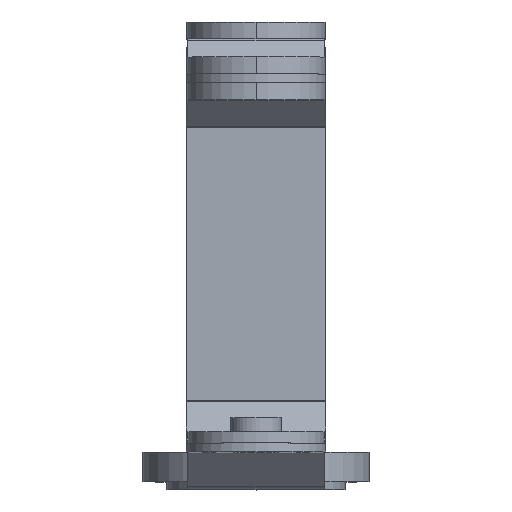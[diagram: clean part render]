
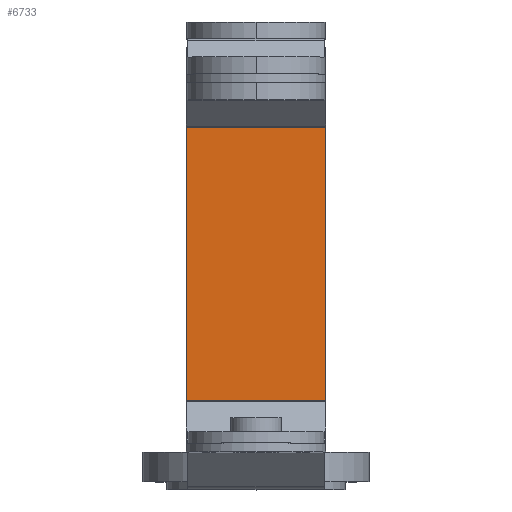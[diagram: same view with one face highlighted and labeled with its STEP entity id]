
A CAD part, top view. The second image highlights one B-rep face of the part: STEP entity #6733.
In plain terms, the highlighted planar face has unit normal (0, 0, 1).
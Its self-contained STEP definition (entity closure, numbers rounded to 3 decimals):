
#12 = DIRECTION ( 'NONE',  ( 1., 0., 0. ) ) ;
#177 = DIRECTION ( 'NONE',  ( 0., 1., 0. ) ) ;
#212 = ORIENTED_EDGE ( 'NONE', *, *, #4876, .T. ) ;
#993 = CARTESIAN_POINT ( 'NONE',  ( 12.306, -25.161, 10.855 ) ) ;
#1556 = CARTESIAN_POINT ( 'NONE',  ( -12.306, 23.067, 10.855 ) ) ;
#1728 = DIRECTION ( 'NONE',  ( 0., -1., 0. ) ) ;
#1755 = EDGE_LOOP ( 'NONE', ( #212, #4669, #5192, #3498 ) ) ;
#2396 = EDGE_CURVE ( 'NONE', #4003, #2555, #4985, .T. ) ;
#2517 = CARTESIAN_POINT ( 'NONE',  ( -12.306, -25.161, 10.855 ) ) ;
#2555 = VERTEX_POINT ( 'NONE', #4153 ) ;
#2616 = VERTEX_POINT ( 'NONE', #993 ) ;
#2758 = CARTESIAN_POINT ( 'NONE',  ( -12.306, -25.161, 10.855 ) ) ;
#3498 = ORIENTED_EDGE ( 'NONE', *, *, #4092, .T. ) ;
#3771 = DIRECTION ( 'NONE',  ( 0., 1., 0. ) ) ;
#3893 = LINE ( 'NONE', #2758, #5799 ) ;
#3961 = CARTESIAN_POINT ( 'NONE',  ( -12.306, -34.384, 10.855 ) ) ;
#4003 = VERTEX_POINT ( 'NONE', #2517 ) ;
#4013 = PLANE ( 'NONE',  #6958 ) ;
#4092 = EDGE_CURVE ( 'NONE', #4003, #2616, #3893, .T. ) ;
#4153 = CARTESIAN_POINT ( 'NONE',  ( -12.306, 23.067, 10.855 ) ) ;
#4552 = VECTOR ( 'NONE', #177, 1000. ) ;
#4669 = ORIENTED_EDGE ( 'NONE', *, *, #6509, .T. ) ;
#4803 = LINE ( 'NONE', #6372, #5852 ) ;
#4804 = DIRECTION ( 'NONE',  ( -1., 0., 0. ) ) ;
#4876 = EDGE_CURVE ( 'NONE', #2616, #6522, #4803, .T. ) ;
#4899 = VECTOR ( 'NONE', #4804, 1000. ) ;
#4985 = LINE ( 'NONE', #3961, #4552 ) ;
#5192 = ORIENTED_EDGE ( 'NONE', *, *, #2396, .F. ) ;
#5799 = VECTOR ( 'NONE', #12, 1000. ) ;
#5852 = VECTOR ( 'NONE', #3771, 1000. ) ;
#5947 = CARTESIAN_POINT ( 'NONE',  ( 12.306, 23.067, 10.855 ) ) ;
#5970 = LINE ( 'NONE', #1556, #4899 ) ;
#6107 = CARTESIAN_POINT ( 'NONE',  ( -12.306, -34.384, 10.855 ) ) ;
#6129 = FACE_OUTER_BOUND ( 'NONE', #1755, .T. ) ;
#6372 = CARTESIAN_POINT ( 'NONE',  ( 12.306, -34.384, 10.855 ) ) ;
#6509 = EDGE_CURVE ( 'NONE', #6522, #2555, #5970, .T. ) ;
#6522 = VERTEX_POINT ( 'NONE', #5947 ) ;
#6724 = DIRECTION ( 'NONE',  ( 0., 0., 1. ) ) ;
#6733 = ADVANCED_FACE ( 'NONE', ( #6129 ), #4013, .T. ) ;
#6958 = AXIS2_PLACEMENT_3D ( 'NONE', #6107, #6724, #1728 ) ;
